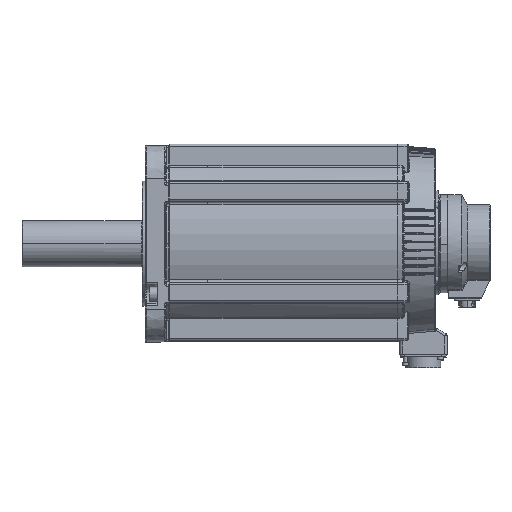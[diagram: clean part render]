
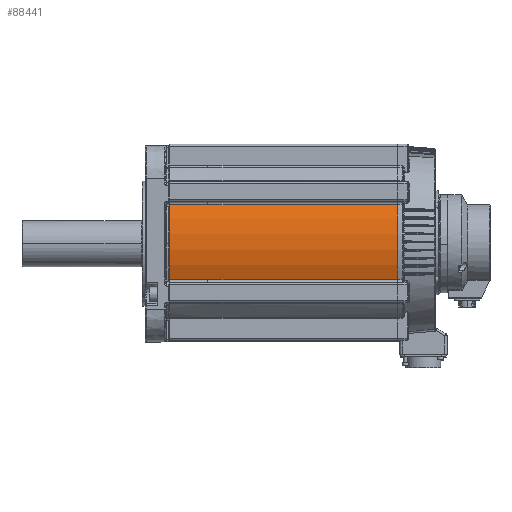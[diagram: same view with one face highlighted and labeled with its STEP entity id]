
A CAD part, left-side view. The second image highlights one B-rep face of the part: STEP entity #88441.
In plain terms, the highlighted cylindrical face has radius 88.75 mm (diameter 177.5 mm), a partial arc.
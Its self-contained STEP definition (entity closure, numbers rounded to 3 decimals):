
#85412=CARTESIAN_POINT('',(0.491,174.,0.856));
#85413=DIRECTION('',(0.,1.,0.));
#85414=DIRECTION('',(-0.926,0.,-0.378));
#85415=AXIS2_PLACEMENT_3D('',#85412,#85413,#85414);
#85699=CARTESIAN_POINT('',(0.491,-35.,0.856));
#85700=DIRECTION('',(0.,-1.,0.));
#85701=DIRECTION('',(-0.919,0.,0.395));
#85702=AXIS2_PLACEMENT_3D('',#85699,#85700,#85701);
#86303=DIRECTION('',(0.,-1.,0.));
#86304=VECTOR('',#86303,174.);
#86305=CARTESIAN_POINT('',(-81.054,139.,35.885));
#86306=LINE('',#86305,#86304);
#86320=DIRECTION('',(0.,-1.,0.));
#86321=VECTOR('',#86320,35.);
#86322=CARTESIAN_POINT('',(-81.054,174.,35.885));
#86323=LINE('',#86322,#86321);
#86333=DIRECTION('',(0.,1.,0.));
#86334=VECTOR('',#86333,174.);
#86335=CARTESIAN_POINT('',(-81.684,-35.,-32.667));
#86336=LINE('',#86335,#86334);
#86411=DIRECTION('',(0.,1.,0.));
#86412=VECTOR('',#86411,35.);
#86413=CARTESIAN_POINT('',(-81.684,139.,-32.667));
#86414=LINE('',#86413,#86412);
#86715=CARTESIAN_POINT('',(-81.684,174.,-32.667));
#86716=CARTESIAN_POINT('',(-81.054,174.,35.885));
#86717=VERTEX_POINT('',#86715);
#86718=VERTEX_POINT('',#86716);
#86783=CARTESIAN_POINT('',(-81.684,-35.,-32.667));
#86785=VERTEX_POINT('',#86783);
#86885=CARTESIAN_POINT('',(-81.054,139.,35.885));
#86886=VERTEX_POINT('',#86885);
#87073=CARTESIAN_POINT('',(-81.054,-35.,35.885));
#87074=VERTEX_POINT('',#87073);
#87127=CARTESIAN_POINT('',(-81.684,139.,-32.667));
#87128=VERTEX_POINT('',#87127);
#88425=CARTESIAN_POINT('',(0.491,-35.,0.856));
#88426=DIRECTION('',(0.,1.,0.));
#88427=DIRECTION('',(0.009,0.,1.));
#88428=AXIS2_PLACEMENT_3D('',#88425,#88426,#88427);
#88429=CYLINDRICAL_SURFACE('',#88428,88.75);
#88430=ORIENTED_EDGE('',*,*,#87302,.T.);
#88432=ORIENTED_EDGE('',*,*,#88431,.T.);
#88433=ORIENTED_EDGE('',*,*,#88416,.T.);
#88434=ORIENTED_EDGE('',*,*,#87469,.T.);
#88436=ORIENTED_EDGE('',*,*,#88435,.T.);
#88438=ORIENTED_EDGE('',*,*,#88437,.T.);
#88439=EDGE_LOOP('',(#88430,#88432,#88433,#88434,#88436,#88438));
#88440=FACE_OUTER_BOUND('',#88439,.F.);
#88441=ADVANCED_FACE('',(#88440),#88429,.T.);
#85416=CIRCLE('',#85415,88.75);
#85703=CIRCLE('',#85702,88.75);
#87302=EDGE_CURVE('',#86717,#86718,#85416,.T.);
#87469=EDGE_CURVE('',#87074,#86785,#85703,.T.);
#88416=EDGE_CURVE('',#86886,#87074,#86306,.T.);
#88431=EDGE_CURVE('',#86718,#86886,#86323,.T.);
#88435=EDGE_CURVE('',#86785,#87128,#86336,.T.);
#88437=EDGE_CURVE('',#87128,#86717,#86414,.T.);
